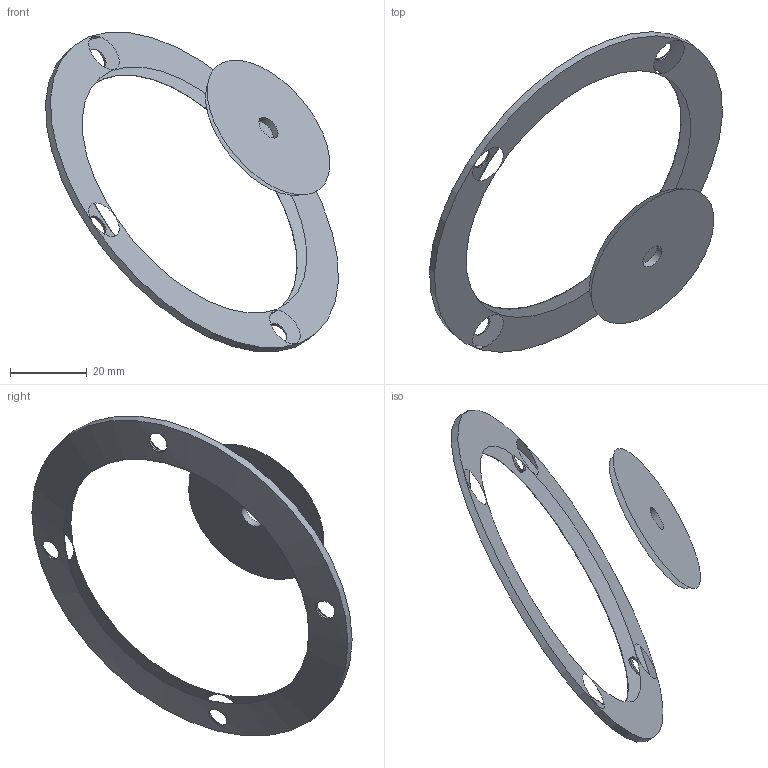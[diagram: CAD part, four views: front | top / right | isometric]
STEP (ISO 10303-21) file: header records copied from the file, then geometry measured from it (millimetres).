
FILE_DESCRIPTION(/* description */ (''),/* implementation_level */ '2;1');
FILE_NAME(/* name */ 'INT-207-01-008.stp',/* time_stamp */ '2022-08-06T22:32:17+05:00',/* author */ ('Дом'),/* organization */ (''),/* preprocessor_version */ 'ST-DEVELOPER v19',/* originating_system */ 'Autodesk Inventor 2023',/* authorisation */ '');
FILE_SCHEMA (('AUTOMOTIVE_DESIGN { 1 0 10303 214 3 1 1 }'));
Length unit declared in the file: millimetre
Products named in the file (1): INT-207-01-008
Bounding box: 76.27 x 83.46 x 83.2 mm (x, y, z)
Volume: 23585.5 mm3; surface area: 22208.8 mm2
Topology: 1 solids, 1 shells, 25 faces, 59 edges, 38 vertices
Faces by surface type: cylinder 11, cone 10, plane 3, sphere 1
Full cylindrical faces by diameter (mm): 5.5 x4, 6.5 x1, 76 x1, 98 x1
Entity records: 932 total; most frequent: CARTESIAN_POINT 281, DIRECTION 137, ORIENTED_EDGE 118, AXIS2_PLACEMENT_3D 62, EDGE_CURVE 59, VERTEX_POINT 38, EDGE_LOOP 37, CIRCLE 36
